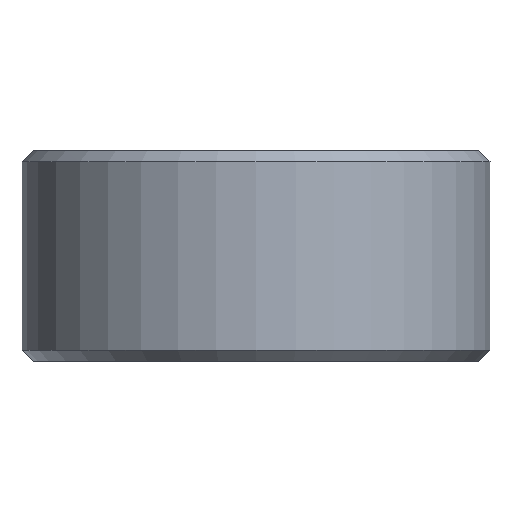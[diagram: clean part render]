
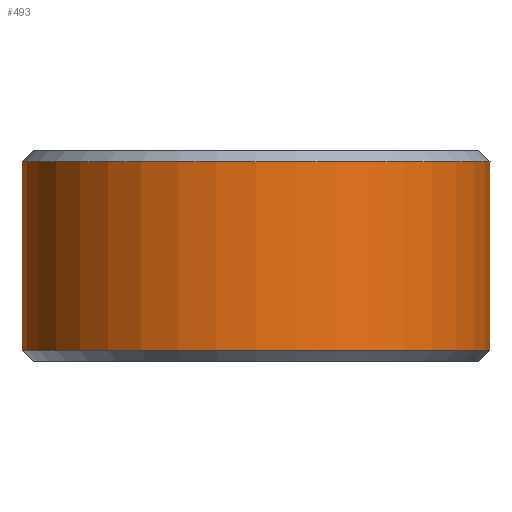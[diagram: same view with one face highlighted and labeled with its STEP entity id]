
A CAD part, left-side view. The second image highlights one B-rep face of the part: STEP entity #493.
In plain terms, the highlighted cylindrical face has radius 7.938 mm (diameter 15.875 mm), a partial arc.
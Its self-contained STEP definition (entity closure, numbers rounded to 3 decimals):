
#25=LINE('',#834,#48);
#26=LINE('',#837,#49);
#27=LINE('',#838,#50);
#48=VECTOR('',#600,6.375);
#49=VECTOR('',#603,6.375);
#50=VECTOR('',#604,3.231);
#105=FACE_BOUND('',#170,.T.);
#106=FACE_BOUND('',#171,.T.);
#117=CIRCLE('',#531,7.938);
#118=CIRCLE('',#532,7.938);
#139=FACE_OUTER_BOUND('',#169,.T.);
#169=EDGE_LOOP('',(#348,#349,#350,#351));
#170=EDGE_LOOP('',(#352));
#171=EDGE_LOOP('',(#353,#354,#355,#356));
#197=B_SPLINE_CURVE_WITH_KNOTS('',3,(#702,#703,#704,#705,#706,#707,#708,
#709,#710,#711,#712,#713,#714,#715,#716,#717,#718,#719,#720,#721,#722,#723,
#724,#725,#726,#727,#728,#729,#730,#731,#732,#733,#734,#735,#736,#737,#738,
#739),.UNSPECIFIED.,.T.,.F.,(4,2,2,2,2,2,2,2,2,2,2,2,2,2,2,2,2,2,4),(0.,
0.021,0.041,0.083,0.143,
0.204,0.256,0.309,0.349,
0.389,0.429,0.468,0.521,
0.574,0.634,0.695,0.736,
0.757,0.778),.UNSPECIFIED.);
#198=B_SPLINE_CURVE_WITH_KNOTS('',3,(#752,#753,#754,#755,#756,#757),
 .UNSPECIFIED.,.F.,.F.,(4,2,4),(0.428,0.609,0.779),
 .UNSPECIFIED.);
#199=B_SPLINE_CURVE_WITH_KNOTS('',3,(#759,#760,#761,#762,#763,#764,#765,
#766,#767,#768,#769,#770,#771,#772,#773,#774,#775,#776,#777),
 .UNSPECIFIED.,.F.,.F.,(4,2,2,2,3,2,2,2,4),(1.712,1.83,
1.949,2.044,2.14,2.235,2.331,
2.449,2.568),.UNSPECIFIED.);
#200=B_SPLINE_CURVE_WITH_KNOTS('',3,(#778,#779,#780,#781,#782,#783),
 .UNSPECIFIED.,.F.,.F.,(4,2,4),(1.36,1.531,1.712),
 .UNSPECIFIED.);
#205=VERTEX_POINT('',#701);
#209=VERTEX_POINT('',#748);
#210=VERTEX_POINT('',#749);
#211=VERTEX_POINT('',#751);
#212=VERTEX_POINT('',#758);
#219=VERTEX_POINT('',#830);
#220=VERTEX_POINT('',#831);
#221=VERTEX_POINT('',#833);
#222=VERTEX_POINT('',#835);
#257=EDGE_CURVE('',#205,#205,#197,.T.);
#262=EDGE_CURVE('',#211,#209,#198,.T.);
#263=EDGE_CURVE('',#212,#211,#199,.T.);
#264=EDGE_CURVE('',#210,#212,#200,.T.);
#272=EDGE_CURVE('',#219,#220,#117,.T.);
#273=EDGE_CURVE('',#220,#221,#25,.T.);
#274=EDGE_CURVE('',#221,#222,#118,.T.);
#275=EDGE_CURVE('',#222,#219,#26,.T.);
#276=EDGE_CURVE('',#210,#209,#27,.T.);
#348=ORIENTED_EDGE('',*,*,#272,.T.);
#349=ORIENTED_EDGE('',*,*,#273,.T.);
#350=ORIENTED_EDGE('',*,*,#274,.T.);
#351=ORIENTED_EDGE('',*,*,#275,.T.);
#352=ORIENTED_EDGE('',*,*,#257,.T.);
#353=ORIENTED_EDGE('',*,*,#262,.T.);
#354=ORIENTED_EDGE('',*,*,#276,.F.);
#355=ORIENTED_EDGE('',*,*,#264,.T.);
#356=ORIENTED_EDGE('',*,*,#263,.T.);
#485=CYLINDRICAL_SURFACE('',#530,7.938);
#493=ADVANCED_FACE('',(#139,#105,#106),#485,.T.);
#530=AXIS2_PLACEMENT_3D('',#829,#596,#597);
#531=AXIS2_PLACEMENT_3D('',#832,#598,#599);
#532=AXIS2_PLACEMENT_3D('',#836,#601,#602);
#596=DIRECTION('center_axis',(0.,0.,-1.));
#597=DIRECTION('ref_axis',(-1.,0.,0.));
#598=DIRECTION('center_axis',(0.,0.,-1.));
#599=DIRECTION('ref_axis',(0.997,-0.075,0.));
#600=DIRECTION('',(0.,0.,-1.));
#601=DIRECTION('center_axis',(0.,0.,1.));
#602=DIRECTION('ref_axis',(1.,0.,0.));
#603=DIRECTION('',(0.,0.,1.));
#604=DIRECTION('',(0.,0.,-1.));
#701=CARTESIAN_POINT('',(6.412,-4.679,3.569));
#702=CARTESIAN_POINT('Ctrl Pts',(6.412,-4.679,3.569));
#703=CARTESIAN_POINT('Ctrl Pts',(6.412,-4.679,3.5));
#704=CARTESIAN_POINT('Ctrl Pts',(6.405,-4.688,3.431));
#705=CARTESIAN_POINT('Ctrl Pts',(6.38,-4.723,3.298));
#706=CARTESIAN_POINT('Ctrl Pts',(6.361,-4.748,3.234));
#707=CARTESIAN_POINT('Ctrl Pts',(6.29,-4.843,3.053));
#708=CARTESIAN_POINT('Ctrl Pts',(6.223,-4.929,2.949));
#709=CARTESIAN_POINT('Ctrl Pts',(6.05,-5.141,2.748));
#710=CARTESIAN_POINT('Ctrl Pts',(5.922,-5.29,2.652));
#711=CARTESIAN_POINT('Ctrl Pts',(5.638,-5.591,2.523));
#712=CARTESIAN_POINT('Ctrl Pts',(5.483,-5.743,2.491));
#713=CARTESIAN_POINT('Ctrl Pts',(5.204,-5.996,2.491));
#714=CARTESIAN_POINT('Ctrl Pts',(5.059,-6.119,2.516));
#715=CARTESIAN_POINT('Ctrl Pts',(4.78,-6.339,2.632));
#716=CARTESIAN_POINT('Ctrl Pts',(4.646,-6.437,2.724));
#717=CARTESIAN_POINT('Ctrl Pts',(4.458,-6.568,2.929));
#718=CARTESIAN_POINT('Ctrl Pts',(4.383,-6.618,3.043));
#719=CARTESIAN_POINT('Ctrl Pts',(4.282,-6.684,3.296));
#720=CARTESIAN_POINT('Ctrl Pts',(4.256,-6.7,3.436));
#721=CARTESIAN_POINT('Ctrl Pts',(4.256,-6.7,3.701));
#722=CARTESIAN_POINT('Ctrl Pts',(4.282,-6.684,3.841));
#723=CARTESIAN_POINT('Ctrl Pts',(4.383,-6.618,4.095));
#724=CARTESIAN_POINT('Ctrl Pts',(4.458,-6.568,4.208));
#725=CARTESIAN_POINT('Ctrl Pts',(4.646,-6.437,4.414));
#726=CARTESIAN_POINT('Ctrl Pts',(4.78,-6.339,4.506));
#727=CARTESIAN_POINT('Ctrl Pts',(5.059,-6.119,4.622));
#728=CARTESIAN_POINT('Ctrl Pts',(5.204,-5.996,4.647));
#729=CARTESIAN_POINT('Ctrl Pts',(5.483,-5.743,4.647));
#730=CARTESIAN_POINT('Ctrl Pts',(5.638,-5.591,4.614));
#731=CARTESIAN_POINT('Ctrl Pts',(5.922,-5.29,4.486));
#732=CARTESIAN_POINT('Ctrl Pts',(6.05,-5.141,4.39));
#733=CARTESIAN_POINT('Ctrl Pts',(6.223,-4.929,4.188));
#734=CARTESIAN_POINT('Ctrl Pts',(6.29,-4.843,4.084));
#735=CARTESIAN_POINT('Ctrl Pts',(6.361,-4.748,3.904));
#736=CARTESIAN_POINT('Ctrl Pts',(6.38,-4.723,3.839));
#737=CARTESIAN_POINT('Ctrl Pts',(6.405,-4.688,3.707));
#738=CARTESIAN_POINT('Ctrl Pts',(6.412,-4.679,3.638));
#739=CARTESIAN_POINT('Ctrl Pts',(6.412,-4.679,3.569));
#748=CARTESIAN_POINT('',(7.345,3.01,1.953));
#749=CARTESIAN_POINT('',(7.345,3.01,5.184));
#751=CARTESIAN_POINT('',(5.334,5.878,0.989));
#752=CARTESIAN_POINT('Ctrl Pts',(5.334,5.878,0.989));
#753=CARTESIAN_POINT('Ctrl Pts',(5.78,5.474,0.989));
#754=CARTESIAN_POINT('Ctrl Pts',(6.201,4.994,1.107));
#755=CARTESIAN_POINT('Ctrl Pts',(6.881,4.,1.471));
#756=CARTESIAN_POINT('Ctrl Pts',(7.148,3.491,1.708));
#757=CARTESIAN_POINT('Ctrl Pts',(7.345,3.01,1.953));
#758=CARTESIAN_POINT('',(5.334,5.878,6.148));
#759=CARTESIAN_POINT('Ctrl Pts',(5.334,5.878,6.148));
#760=CARTESIAN_POINT('Ctrl Pts',(5.042,6.144,6.148));
#761=CARTESIAN_POINT('Ctrl Pts',(4.703,6.406,6.095));
#762=CARTESIAN_POINT('Ctrl Pts',(4.042,6.843,5.829));
#763=CARTESIAN_POINT('Ctrl Pts',(3.719,7.018,5.615));
#764=CARTESIAN_POINT('Ctrl Pts',(3.254,7.244,5.124));
#765=CARTESIAN_POINT('Ctrl Pts',(3.067,7.322,4.844));
#766=CARTESIAN_POINT('Ctrl Pts',(2.817,7.422,4.226));
#767=CARTESIAN_POINT('Ctrl Pts',(2.755,7.444,3.887));
#768=CARTESIAN_POINT('Ctrl Pts',(2.755,7.444,3.569));
#769=CARTESIAN_POINT('Ctrl Pts',(2.755,7.444,3.25));
#770=CARTESIAN_POINT('Ctrl Pts',(2.817,7.422,2.912));
#771=CARTESIAN_POINT('Ctrl Pts',(3.067,7.322,2.293));
#772=CARTESIAN_POINT('Ctrl Pts',(3.254,7.244,2.014));
#773=CARTESIAN_POINT('Ctrl Pts',(3.719,7.018,1.523));
#774=CARTESIAN_POINT('Ctrl Pts',(4.042,6.843,1.308));
#775=CARTESIAN_POINT('Ctrl Pts',(4.703,6.406,1.042));
#776=CARTESIAN_POINT('Ctrl Pts',(5.042,6.144,0.989));
#777=CARTESIAN_POINT('Ctrl Pts',(5.334,5.878,0.989));
#778=CARTESIAN_POINT('Ctrl Pts',(7.345,3.01,5.184));
#779=CARTESIAN_POINT('Ctrl Pts',(7.148,3.491,5.429));
#780=CARTESIAN_POINT('Ctrl Pts',(6.881,4.,5.667));
#781=CARTESIAN_POINT('Ctrl Pts',(6.201,4.994,6.03));
#782=CARTESIAN_POINT('Ctrl Pts',(5.78,5.474,6.148));
#783=CARTESIAN_POINT('Ctrl Pts',(5.334,5.878,6.148));
#829=CARTESIAN_POINT('Origin',(0.,0.,3.569));
#830=CARTESIAN_POINT('',(7.915,-0.595,6.756));
#831=CARTESIAN_POINT('',(7.915,0.595,6.756));
#832=CARTESIAN_POINT('Origin',(0.,0.,6.756));
#833=CARTESIAN_POINT('',(7.915,0.595,0.381));
#834=CARTESIAN_POINT('',(7.915,0.595,6.756));
#835=CARTESIAN_POINT('',(7.915,-0.595,0.381));
#836=CARTESIAN_POINT('Origin',(0.,0.,0.381));
#837=CARTESIAN_POINT('',(7.915,-0.595,0.381));
#838=CARTESIAN_POINT('',(7.345,3.01,5.184));
